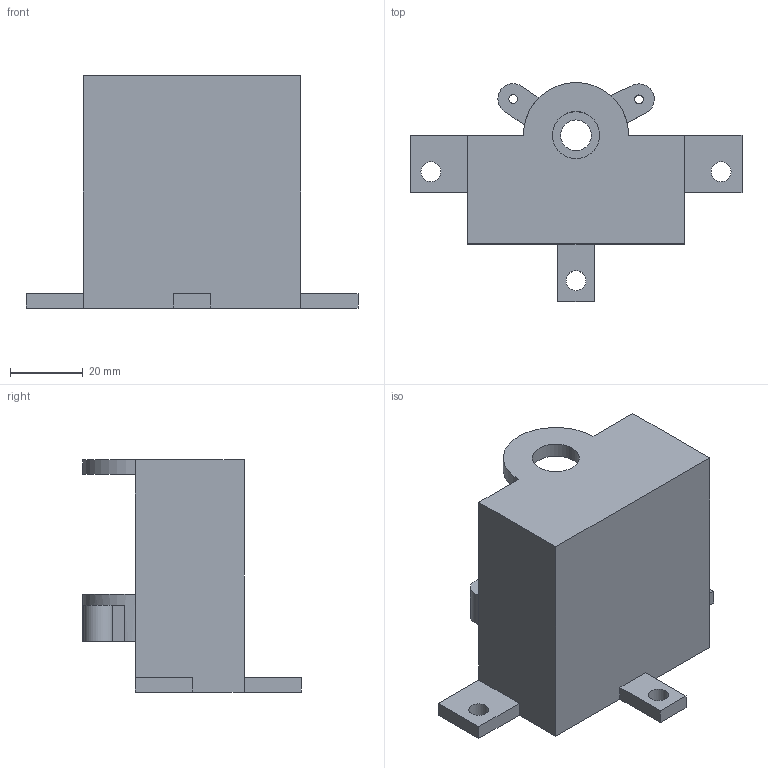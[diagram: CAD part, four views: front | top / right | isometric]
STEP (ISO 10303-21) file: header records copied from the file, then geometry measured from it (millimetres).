
FILE_DESCRIPTION(('FreeCAD Model'),'2;1');
FILE_NAME('Open CASCADE Shape Model','2025-11-25T22:25:44',(''),(''), 'Open CASCADE STEP processor 7.8','FreeCAD','Unknown');
FILE_SCHEMA(('AUTOMOTIVE_DESIGN { 1 0 10303 214 1 1 1 1 }'));
Length unit declared in the file: millimetre
Products named in the file (1): main_body
Bounding box: 91.5 x 60.25 x 64 mm (x, y, z)
Volume: 103685.5 mm3; surface area: 21506.3 mm2
Topology: 1 solids, 1 shells, 51 faces, 140 edges, 93 vertices
Faces by surface type: plane 33, cylinder 17, cone 1
Full cylindrical faces by diameter (mm): 2.4 x2, 2.5 x1, 5.5 x3, 8.5 x1, 13 x3
Entity records: 3536 total; most frequent: CARTESIAN_POINT 682, DIRECTION 539, LINE 342, VECTOR 342, ORIENTED_EDGE 278, PCURVE 278, DEFINITIONAL_REPRESENTATION 278, EDGE_CURVE 139
